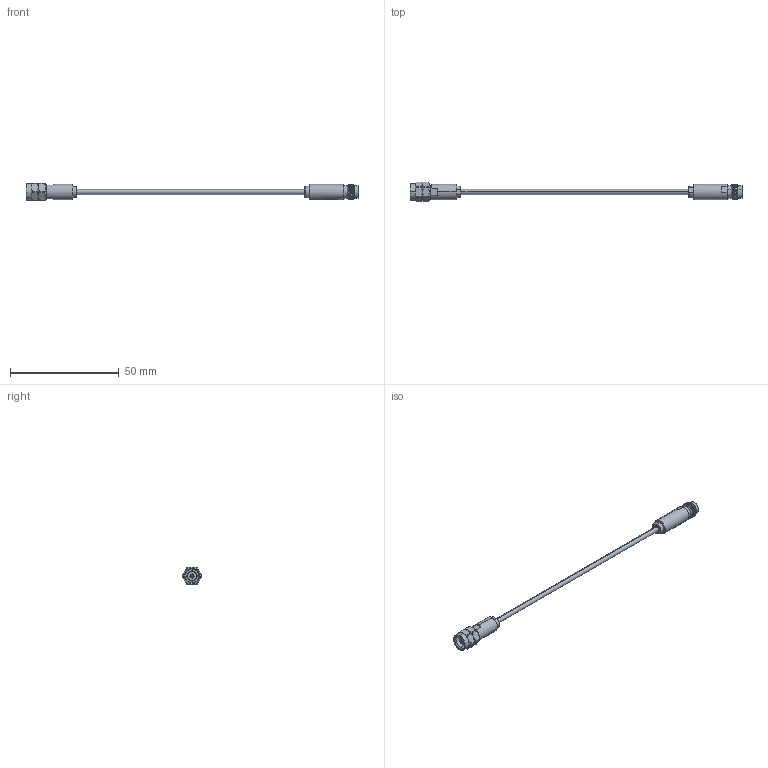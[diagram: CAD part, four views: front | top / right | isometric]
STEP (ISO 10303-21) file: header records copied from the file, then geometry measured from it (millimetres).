
FILE_DESCRIPTION (( 'STEP AP214' ), '1' );
FILE_NAME ('SCW-VFVM006-F2.STEP', '2024-12-12T14:55:12', ( 'Sysceo.com' ), ( '' ), 'SwSTEP 2.0', 'SolidWorks 2023', '' );
FILE_SCHEMA (( 'AUTOMOTIVE_DESIGN' ));
Length unit declared in the file: millimetre
Products named in the file (1): SCW-VFVM006-F2
Bounding box: 152.4 x 8.94 x 8 mm (x, y, z)
Volume: 2086.5 mm3; surface area: 2357.8 mm2
Topology: 1 solids, 2 shells, 165 faces, 403 edges, 257 vertices
Faces by surface type: cylinder 66, plane 54, cone 37, torus 6, bspline 2
Entity records: 6287 total; most frequent: CARTESIAN_POINT 2452, ORIENTED_EDGE 806, DIRECTION 798, EDGE_CURVE 403, AXIS2_PLACEMENT_3D 324, VERTEX_POINT 257, EDGE_LOOP 182, FACE_OUTER_BOUND 165
